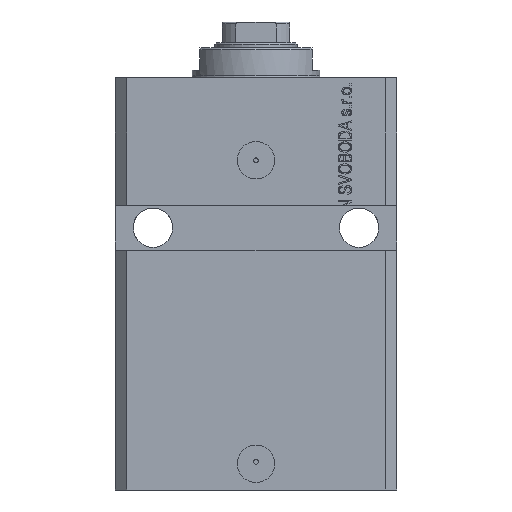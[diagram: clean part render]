
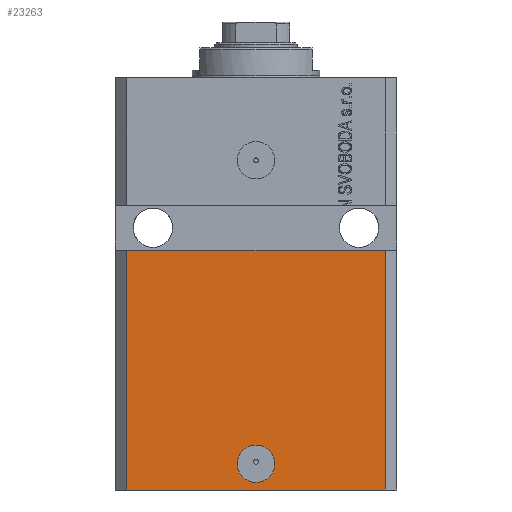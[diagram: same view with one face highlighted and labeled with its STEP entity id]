
A CAD part, front view. The second image highlights one B-rep face of the part: STEP entity #23263.
In plain terms, the highlighted planar face has unit normal (0, -1, 0).
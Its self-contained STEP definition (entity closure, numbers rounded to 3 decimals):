
#455 = ORIENTED_EDGE ( 'NONE', *, *, #11140, .F. ) ;
#759 = LINE ( 'NONE', #10639, #26652 ) ;
#1048 = FACE_BOUND ( 'NONE', #2726, .T. ) ;
#1674 = EDGE_CURVE ( 'NONE', #33295, #15790, #18549, .T. ) ;
#2726 = EDGE_LOOP ( 'NONE', ( #20078, #455 ) ) ;
#5339 = LINE ( 'NONE', #37659, #32149 ) ;
#5841 = ORIENTED_EDGE ( 'NONE', *, *, #10669, .F. ) ;
#7512 = ORIENTED_EDGE ( 'NONE', *, *, #38197, .T. ) ;
#8691 = FACE_OUTER_BOUND ( 'NONE', #19132, .T. ) ;
#10224 = EDGE_CURVE ( 'NONE', #17219, #32403, #42111, .T. ) ;
#10639 = CARTESIAN_POINT ( 'NONE',  ( 34.5, -27.5, -110. ) ) ;
#10669 = EDGE_CURVE ( 'NONE', #11745, #33295, #5339, .T. ) ;
#11140 = EDGE_CURVE ( 'NONE', #32403, #17219, #32927, .T. ) ;
#11561 = DIRECTION ( 'NONE',  ( 0., 0., -1. ) ) ;
#11745 = VERTEX_POINT ( 'NONE', #34877 ) ;
#13782 = AXIS2_PLACEMENT_3D ( 'NONE', #43029, #35580, #36288 ) ;
#14498 = CARTESIAN_POINT ( 'NONE',  ( 0., -27.5, -103. ) ) ;
#15621 = CARTESIAN_POINT ( 'NONE',  ( -34.5, -27.5, -110. ) ) ;
#15790 = VERTEX_POINT ( 'NONE', #24318 ) ;
#17219 = VERTEX_POINT ( 'NONE', #17949 ) ;
#17643 = CARTESIAN_POINT ( 'NONE',  ( -34.5, -27.5, -46. ) ) ;
#17949 = CARTESIAN_POINT ( 'NONE',  ( 5., -27.5, -103. ) ) ;
#18549 = LINE ( 'NONE', #29093, #18975 ) ;
#18975 = VECTOR ( 'NONE', #21672, 1000. ) ;
#19132 = EDGE_LOOP ( 'NONE', ( #43287, #5841, #7512, #42235 ) ) ;
#20066 = VECTOR ( 'NONE', #21396, 1000. ) ;
#20078 = ORIENTED_EDGE ( 'NONE', *, *, #10224, .F. ) ;
#21396 = DIRECTION ( 'NONE',  ( 1., 0., 0. ) ) ;
#21672 = DIRECTION ( 'NONE',  ( 1., 0., 0. ) ) ;
#23263 = ADVANCED_FACE ( 'NONE', ( #1048, #8691 ), #30225, .T. ) ;
#24318 = CARTESIAN_POINT ( 'NONE',  ( 34.5, -27.5, -46. ) ) ;
#24971 = LINE ( 'NONE', #39601, #20066 ) ;
#26107 = EDGE_CURVE ( 'NONE', #38803, #15790, #759, .T. ) ;
#26652 = VECTOR ( 'NONE', #41464, 1000. ) ;
#28869 = DIRECTION ( 'NONE',  ( 0., -1., 0. ) ) ;
#29093 = CARTESIAN_POINT ( 'NONE',  ( -37.5, -27.5, -46. ) ) ;
#30225 = PLANE ( 'NONE',  #30387 ) ;
#30387 = AXIS2_PLACEMENT_3D ( 'NONE', #15621, #33592, #11561 ) ;
#30642 = AXIS2_PLACEMENT_3D ( 'NONE', #14498, #28869, #32948 ) ;
#32149 = VECTOR ( 'NONE', #34291, 1000. ) ;
#32403 = VERTEX_POINT ( 'NONE', #39854 ) ;
#32927 = CIRCLE ( 'NONE', #30642, 5. ) ;
#32948 = DIRECTION ( 'NONE',  ( 1., 0., 0. ) ) ;
#33295 = VERTEX_POINT ( 'NONE', #17643 ) ;
#33456 = CARTESIAN_POINT ( 'NONE',  ( 34.5, -27.5, -110. ) ) ;
#33592 = DIRECTION ( 'NONE',  ( 0., -1., 0. ) ) ;
#34291 = DIRECTION ( 'NONE',  ( 0., 0., 1. ) ) ;
#34877 = CARTESIAN_POINT ( 'NONE',  ( -34.5, -27.5, -110. ) ) ;
#35580 = DIRECTION ( 'NONE',  ( 0., -1., 0. ) ) ;
#36288 = DIRECTION ( 'NONE',  ( 1., 0., 0. ) ) ;
#37659 = CARTESIAN_POINT ( 'NONE',  ( -34.5, -27.5, -110. ) ) ;
#38197 = EDGE_CURVE ( 'NONE', #11745, #38803, #24971, .T. ) ;
#38803 = VERTEX_POINT ( 'NONE', #33456 ) ;
#39601 = CARTESIAN_POINT ( 'NONE',  ( -34.5, -27.5, -110. ) ) ;
#39854 = CARTESIAN_POINT ( 'NONE',  ( -5., -27.5, -103. ) ) ;
#41464 = DIRECTION ( 'NONE',  ( 0., 0., 1. ) ) ;
#42111 = CIRCLE ( 'NONE', #13782, 5. ) ;
#42235 = ORIENTED_EDGE ( 'NONE', *, *, #26107, .T. ) ;
#43029 = CARTESIAN_POINT ( 'NONE',  ( 0., -27.5, -103. ) ) ;
#43287 = ORIENTED_EDGE ( 'NONE', *, *, #1674, .F. ) ;
